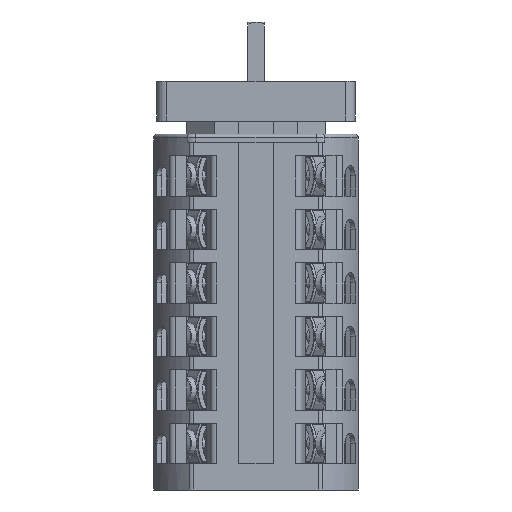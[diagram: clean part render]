
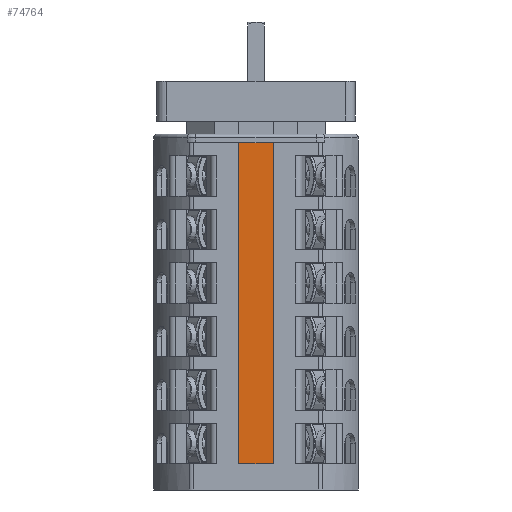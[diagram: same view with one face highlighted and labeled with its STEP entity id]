
A CAD part, left-side view. The second image highlights one B-rep face of the part: STEP entity #74764.
In plain terms, the highlighted planar face has unit normal (-1, 0, 0).
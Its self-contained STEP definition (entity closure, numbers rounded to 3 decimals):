
#22576=DIRECTION('',(0.,1.,0.));
#22577=VECTOR('',#22576,10.5);
#22578=CARTESIAN_POINT('',(-26.197,-5.25,-2.));
#22579=LINE('',#22578,#22577);
#22606=DIRECTION('',(0.,0.,1.));
#22607=VECTOR('',#22606,97.2);
#22608=CARTESIAN_POINT('',(-26.197,-5.25,-99.2));
#22609=LINE('',#22608,#22607);
#22618=DIRECTION('',(0.,1.,0.));
#22619=VECTOR('',#22618,10.5);
#22620=CARTESIAN_POINT('',(-26.197,-5.25,-99.2));
#22621=LINE('',#22620,#22619);
#22630=DIRECTION('',(0.,0.,-1.));
#22631=VECTOR('',#22630,97.2);
#22632=CARTESIAN_POINT('',(-26.197,5.25,-2.));
#22633=LINE('',#22632,#22631);
#50650=CARTESIAN_POINT('',(-26.197,-5.25,-2.));
#50651=CARTESIAN_POINT('',(-26.197,5.25,-2.));
#50652=VERTEX_POINT('',#50650);
#50653=VERTEX_POINT('',#50651);
#57042=CARTESIAN_POINT('',(-26.197,-5.25,-99.2));
#57043=CARTESIAN_POINT('',(-26.197,5.25,-99.2));
#57044=VERTEX_POINT('',#57042);
#57045=VERTEX_POINT('',#57043);
#74752=CARTESIAN_POINT('',(-26.197,0.,-2.));
#74753=DIRECTION('',(-1.,0.,0.));
#74754=DIRECTION('',(0.,0.,1.));
#74755=AXIS2_PLACEMENT_3D('',#74752,#74753,#74754);
#74756=PLANE('',#74755);
#74757=ORIENTED_EDGE('',*,*,#74743,.T.);
#74759=ORIENTED_EDGE('',*,*,#74758,.F.);
#74760=ORIENTED_EDGE('',*,*,#74713,.F.);
#74761=ORIENTED_EDGE('',*,*,#74731,.F.);
#74762=EDGE_LOOP('',(#74757,#74759,#74760,#74761));
#74763=FACE_OUTER_BOUND('',#74762,.F.);
#74713=EDGE_CURVE('',#50652,#50653,#22579,.T.);
#74731=EDGE_CURVE('',#57044,#50652,#22609,.T.);
#74743=EDGE_CURVE('',#57044,#57045,#22621,.T.);
#74758=EDGE_CURVE('',#50653,#57045,#22633,.T.);
#74764=ADVANCED_FACE('',(#74763),#74756,.T.);
